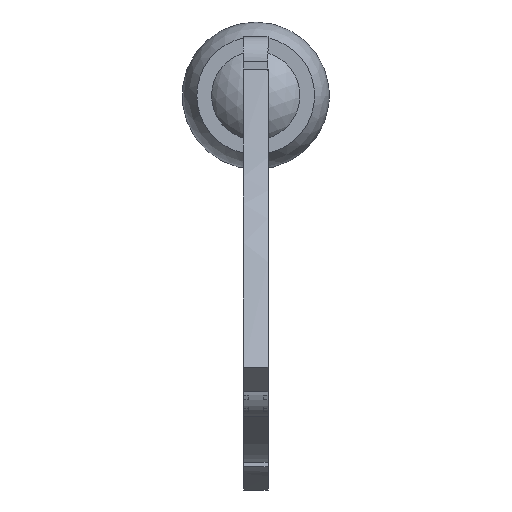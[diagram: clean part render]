
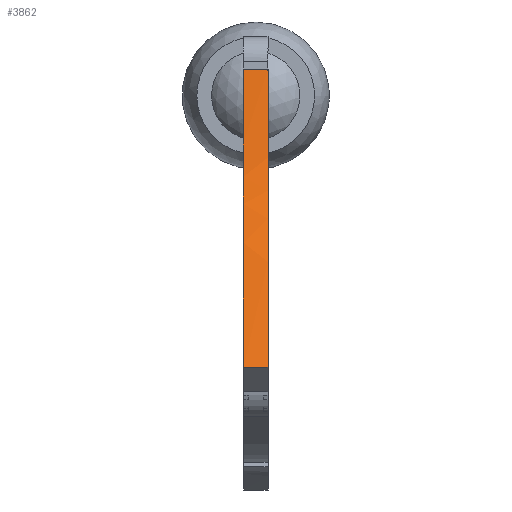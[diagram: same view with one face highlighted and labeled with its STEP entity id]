
A CAD part, front view. The second image highlights one B-rep face of the part: STEP entity #3862.
In plain terms, the highlighted free-form (B-spline) face has degree [2, 1] with [3, 2] control points.
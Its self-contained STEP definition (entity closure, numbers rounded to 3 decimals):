
#544=LINE('',#7408,#923);
#553=LINE('',#7593,#932);
#579=LINE('',#8617,#958);
#580=LINE('',#8628,#959);
#923=VECTOR('',#4972,10.);
#932=VECTOR('',#5055,10.);
#958=VECTOR('',#5101,10.);
#959=VECTOR('',#5102,10.);
#999=(
BOUNDED_CURVE()
B_SPLINE_CURVE(2,(#8583,#8584,#8585),.UNSPECIFIED.,.F.,.F.)
B_SPLINE_CURVE_WITH_KNOTS((3,3),(0.,4.275),.UNSPECIFIED.)
CURVE()
GEOMETRIC_REPRESENTATION_ITEM()
RATIONAL_B_SPLINE_CURVE((1.,3.,1.))
REPRESENTATION_ITEM('')
);
#1002=(
BOUNDED_CURVE()
B_SPLINE_CURVE(2,(#8625,#8626,#8627),.UNSPECIFIED.,.F.,.F.)
B_SPLINE_CURVE_WITH_KNOTS((3,3),(-4.275,0.),.UNSPECIFIED.)
CURVE()
GEOMETRIC_REPRESENTATION_ITEM()
RATIONAL_B_SPLINE_CURVE((1.,3.,1.))
REPRESENTATION_ITEM('')
);
#1030=(
BOUNDED_SURFACE()
B_SPLINE_SURFACE(2,1,((#8618,#8619),(#8620,#8621),(#8622,#8623)),
 .UNSPECIFIED.,.F.,.F.,.F.)
B_SPLINE_SURFACE_WITH_KNOTS((3,3),(2,2),(-4.275,0.),(-0.125,
0.125),.UNSPECIFIED.)
GEOMETRIC_REPRESENTATION_ITEM()
RATIONAL_B_SPLINE_SURFACE(((1.,1.),(3.,3.),(1.,1.)))
REPRESENTATION_ITEM('')
SURFACE()
);
#1282=FACE_OUTER_BOUND('',#1497,.T.);
#1497=EDGE_LOOP('',(#3638,#3639,#3640,#3641,#3642,#3643));
#1929=VERTEX_POINT('',#7406);
#1930=VERTEX_POINT('',#7407);
#1950=VERTEX_POINT('',#7591);
#1970=VERTEX_POINT('',#8581);
#1974=VERTEX_POINT('',#8615);
#1975=VERTEX_POINT('',#8624);
#2453=EDGE_CURVE('',#1929,#1930,#544,.T.);
#2497=EDGE_CURVE('',#1950,#1929,#553,.T.);
#2524=EDGE_CURVE('',#1970,#1950,#999,.T.);
#2533=EDGE_CURVE('',#1970,#1974,#579,.T.);
#2534=EDGE_CURVE('',#1975,#1974,#1002,.T.);
#2535=EDGE_CURVE('',#1930,#1975,#580,.T.);
#3638=ORIENTED_EDGE('',*,*,#2533,.T.);
#3639=ORIENTED_EDGE('',*,*,#2534,.F.);
#3640=ORIENTED_EDGE('',*,*,#2535,.F.);
#3641=ORIENTED_EDGE('',*,*,#2453,.F.);
#3642=ORIENTED_EDGE('',*,*,#2497,.F.);
#3643=ORIENTED_EDGE('',*,*,#2524,.F.);
#3862=ADVANCED_FACE('',(#1282),#1030,.T.);
#4972=DIRECTION('',(1.,0.,0.));
#5055=DIRECTION('',(1.,0.,0.));
#5101=DIRECTION('',(1.,0.,0.));
#5102=DIRECTION('',(1.,0.,0.));
#7406=CARTESIAN_POINT('',(120.525,131.657,4.857));
#7407=CARTESIAN_POINT('',(123.013,131.657,4.857));
#7408=CARTESIAN_POINT('',(121.769,131.657,4.857));
#7591=CARTESIAN_POINT('',(120.519,131.657,4.857));
#7593=CARTESIAN_POINT('',(121.769,131.657,4.857));
#8581=CARTESIAN_POINT('',(120.519,103.168,-25.538));
#8583=CARTESIAN_POINT('Ctrl Pts',(120.519,103.168,-25.538));
#8584=CARTESIAN_POINT('Ctrl Pts',(120.519,111.657,-7.143));
#8585=CARTESIAN_POINT('Ctrl Pts',(120.519,131.657,4.857));
#8615=CARTESIAN_POINT('',(123.019,103.168,-25.538));
#8617=CARTESIAN_POINT('',(121.769,103.168,-25.538));
#8618=CARTESIAN_POINT('Ctrl Pts',(120.519,131.657,4.857));
#8619=CARTESIAN_POINT('Ctrl Pts',(123.019,131.657,4.857));
#8620=CARTESIAN_POINT('Ctrl Pts',(120.519,111.657,-7.143));
#8621=CARTESIAN_POINT('Ctrl Pts',(123.019,111.657,-7.143));
#8622=CARTESIAN_POINT('Ctrl Pts',(120.519,103.168,-25.538));
#8623=CARTESIAN_POINT('Ctrl Pts',(123.019,103.168,-25.538));
#8624=CARTESIAN_POINT('',(123.019,131.657,4.857));
#8625=CARTESIAN_POINT('Ctrl Pts',(123.019,131.657,4.857));
#8626=CARTESIAN_POINT('Ctrl Pts',(123.019,111.657,-7.143));
#8627=CARTESIAN_POINT('Ctrl Pts',(123.019,103.168,-25.538));
#8628=CARTESIAN_POINT('',(121.769,131.657,4.857));
